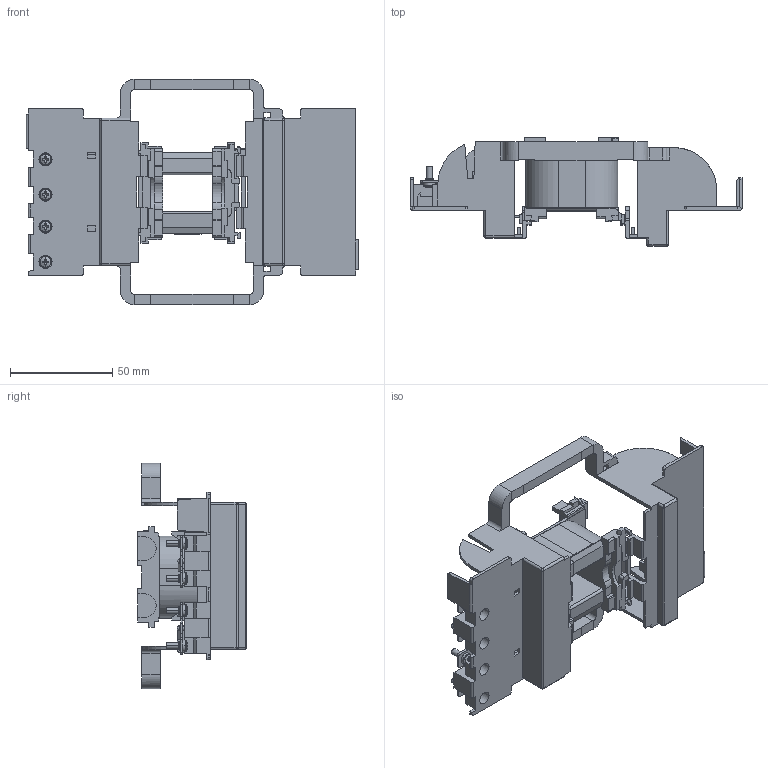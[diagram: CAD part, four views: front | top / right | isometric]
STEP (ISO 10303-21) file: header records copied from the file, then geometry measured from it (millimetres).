
FILE_DESCRIPTION (( 'STEP AP214' ), '1' );
FILE_NAME ('BLX1D8C5.STEP', '2019-09-22T01:50:52', ( '' ), ( '' ), 'SwSTEP 2.0', 'SolidWorks 2017', '' );
FILE_SCHEMA (( 'AUTOMOTIVE_DESIGN' ));
Length unit declared in the file: millimetre
Products named in the file (6): BLX1D8C5; BLX1D8C5 - 101; BLX1D8C5 - (002); pan cross head_am_B18.6.7M - M3 x 0.5 x 8 Type I Cross Recessed PHMS --8N; BLX1D8C5 - (001); BLX1D8C5 - (003)
Assembly tree (9 placements, depth 3):
  BLX1D8C5
    BLX1D8C5 - (003)
    BLX1D8C5 - 101
      BLX1D8C5 - (001)
      BLX1D8C5 - (002)  x2
      pan cross head_am_B18.6.7M - M3 x 0.5 x 8 Type I Cross Recessed PHMS --8N  x4
Bounding box: 162 x 53 x 110 mm (x, y, z)
Volume: 77950 mm3; surface area: 67926.6 mm2
Topology: 8 solids, 8 shells, 1200 faces, 3378 edges, 2184 vertices
Faces by surface type: plane 880, cylinder 288, torus 16, sphere 14, bspline 2
Entity records: 33574 total; most frequent: CARTESIAN_POINT 6050, ORIENTED_EDGE 5888, DIRECTION 5516, EDGE_CURVE 2944, LINE 2396, VECTOR 2396, VERTEX_POINT 1914, AXIS2_PLACEMENT_3D 1560
